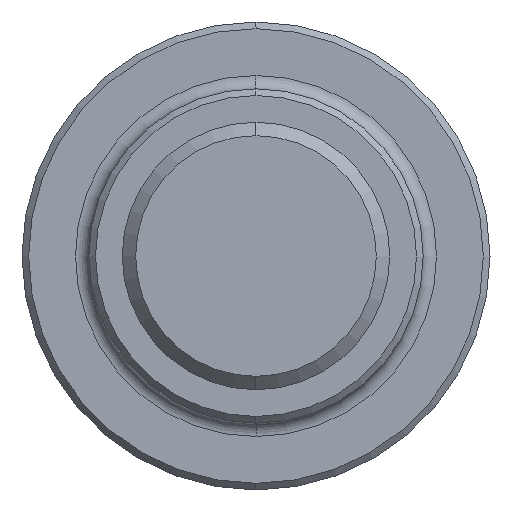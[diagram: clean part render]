
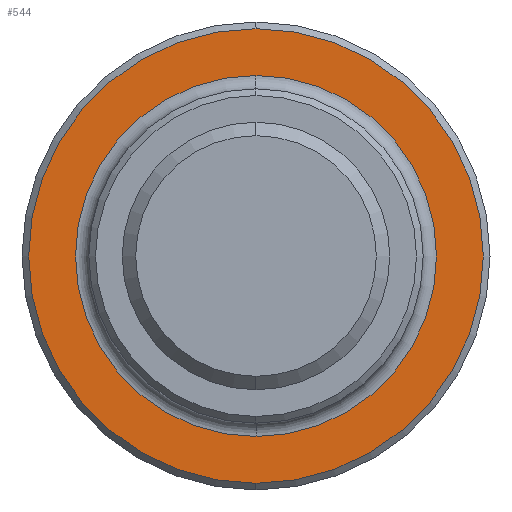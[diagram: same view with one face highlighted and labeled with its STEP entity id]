
A CAD part, left-side view. The second image highlights one B-rep face of the part: STEP entity #544.
In plain terms, the highlighted planar face has unit normal (-1, 0, 0).
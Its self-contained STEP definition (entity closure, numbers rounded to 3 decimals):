
#103=CARTESIAN_POINT('',(35.,0.,0.));
#104=DIRECTION('',(-1.,0.,0.));
#105=DIRECTION('',(0.,0.,1.));
#106=AXIS2_PLACEMENT_3D('',#103,#104,#105);
#108=CARTESIAN_POINT('',(35.,0.,0.));
#109=DIRECTION('',(-1.,0.,0.));
#110=DIRECTION('',(0.,0.,-1.));
#111=AXIS2_PLACEMENT_3D('',#108,#109,#110);
#113=CARTESIAN_POINT('',(35.,0.,0.));
#114=DIRECTION('',(1.,0.,0.));
#115=DIRECTION('',(0.,0.,-1.));
#116=AXIS2_PLACEMENT_3D('',#113,#114,#115);
#118=CARTESIAN_POINT('',(35.,0.,0.));
#119=DIRECTION('',(1.,0.,0.));
#120=DIRECTION('',(0.,0.,1.));
#121=AXIS2_PLACEMENT_3D('',#118,#119,#120);
#321=CARTESIAN_POINT('',(35.,0.,-13.5));
#322=CARTESIAN_POINT('',(35.,0.,13.5));
#323=VERTEX_POINT('',#321);
#324=VERTEX_POINT('',#322);
#333=CARTESIAN_POINT('',(35.,0.,17.));
#334=CARTESIAN_POINT('',(35.,0.,-17.));
#335=VERTEX_POINT('',#333);
#336=VERTEX_POINT('',#334);
#529=CARTESIAN_POINT('',(35.,0.,0.));
#530=DIRECTION('',(1.,0.,0.));
#531=DIRECTION('',(0.,0.,1.));
#532=AXIS2_PLACEMENT_3D('',#529,#530,#531);
#533=PLANE('',#532);
#535=ORIENTED_EDGE('',*,*,#534,.F.);
#537=ORIENTED_EDGE('',*,*,#536,.F.);
#538=EDGE_LOOP('',(#535,#537));
#539=FACE_OUTER_BOUND('',#538,.F.);
#540=ORIENTED_EDGE('',*,*,#523,.F.);
#541=ORIENTED_EDGE('',*,*,#509,.F.);
#542=EDGE_LOOP('',(#540,#541));
#543=FACE_BOUND('',#542,.F.);
#544=ADVANCED_FACE('',(#539,#543),#533,.F.);
#107=CIRCLE('',#106,17.);
#112=CIRCLE('',#111,17.);
#117=CIRCLE('',#116,13.5);
#122=CIRCLE('',#121,13.5);
#509=EDGE_CURVE('',#324,#323,#122,.T.);
#523=EDGE_CURVE('',#323,#324,#117,.T.);
#534=EDGE_CURVE('',#335,#336,#107,.T.);
#536=EDGE_CURVE('',#336,#335,#112,.T.);
